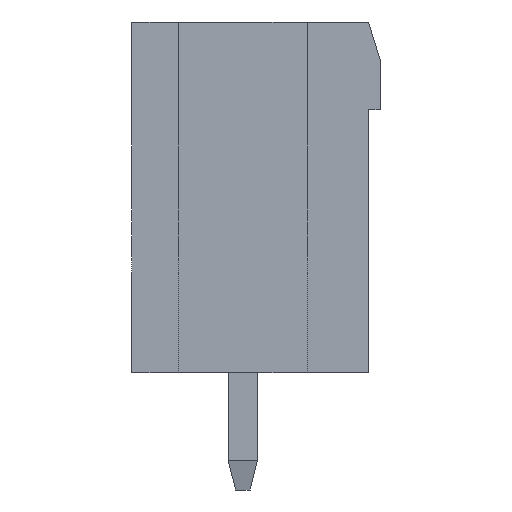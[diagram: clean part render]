
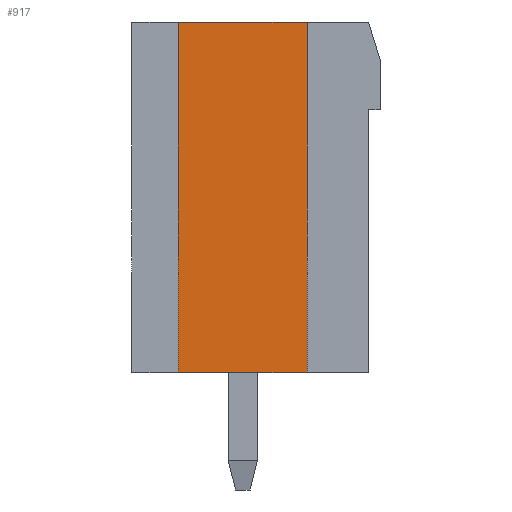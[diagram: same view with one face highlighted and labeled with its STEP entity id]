
A CAD part, left-side view. The second image highlights one B-rep face of the part: STEP entity #917.
In plain terms, the highlighted planar face has unit normal (-1, 0, 0).
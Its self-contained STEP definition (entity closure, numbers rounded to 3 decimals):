
#917 = ADVANCED_FACE( '', ( #1806 ), #1807, .T. );
#1806 = FACE_OUTER_BOUND( '', #2664, .T. );
#1807 = PLANE( '', #2665 );
#2664 = EDGE_LOOP( '', ( #5138, #5139, #5140, #5141 ) );
#2665 = AXIS2_PLACEMENT_3D( '', #5142, #5143, #5144 );
#5138 = ORIENTED_EDGE( '', *, *, #5967, .T. );
#5139 = ORIENTED_EDGE( '', *, *, #5845, .F. );
#5140 = ORIENTED_EDGE( '', *, *, #6144, .F. );
#5141 = ORIENTED_EDGE( '', *, *, #5763, .F. );
#5142 = CARTESIAN_POINT( '', ( -23.94, 2.45, -44.853 ) );
#5143 = DIRECTION( '', ( -1., 0., 0. ) );
#5144 = DIRECTION( '', ( 0., 0., 1. ) );
#5763 = EDGE_CURVE( '', #7122, #7124, #7125, .T. );
#5845 = EDGE_CURVE( '', #7250, #7252, #7253, .T. );
#5967 = EDGE_CURVE( '', #7122, #7252, #7413, .T. );
#6144 = EDGE_CURVE( '', #7124, #7250, #7623, .T. );
#7122 = VERTEX_POINT( '', #9050 );
#7124 = VERTEX_POINT( '', #9053 );
#7125 = LINE( '', #9054, #9055 );
#7250 = VERTEX_POINT( '', #9282 );
#7252 = VERTEX_POINT( '', #9285 );
#7253 = LINE( '', #9286, #9287 );
#7413 = LINE( '', #9632, #9633 );
#7623 = LINE( '', #9959, #9960 );
#9050 = CARTESIAN_POINT( '', ( -23.94, -1.95, -6. ) );
#9053 = CARTESIAN_POINT( '', ( -23.94, 2.45, -6. ) );
#9054 = CARTESIAN_POINT( '', ( -23.94, 4.05, -6. ) );
#9055 = VECTOR( '', #10612, 1000. );
#9282 = CARTESIAN_POINT( '', ( -23.94, 2.45, 6. ) );
#9285 = CARTESIAN_POINT( '', ( -23.94, -1.95, 6. ) );
#9286 = CARTESIAN_POINT( '', ( -23.94, 2.45, 6. ) );
#9287 = VECTOR( '', #10686, 1000. );
#9632 = CARTESIAN_POINT( '', ( -23.94, -1.95, -44.853 ) );
#9633 = VECTOR( '', #10785, 1000. );
#9959 = CARTESIAN_POINT( '', ( -23.94, 2.45, -44.853 ) );
#9960 = VECTOR( '', #10896, 1000. );
#10612 = DIRECTION( '', ( 0., 1., 0. ) );
#10686 = DIRECTION( '', ( 0., -1., 0. ) );
#10785 = DIRECTION( '', ( 0., 0., 1. ) );
#10896 = DIRECTION( '', ( 0., 0., 1. ) );
